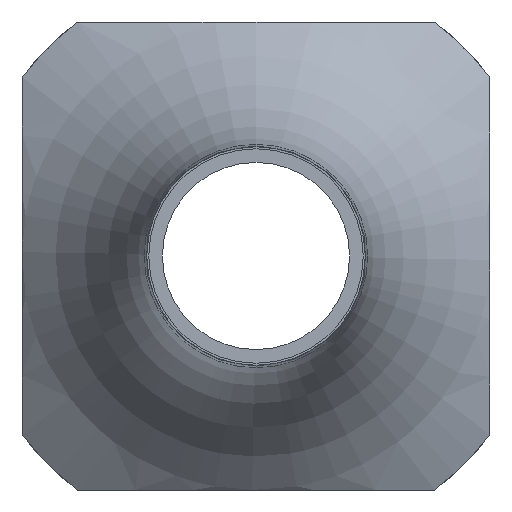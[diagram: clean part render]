
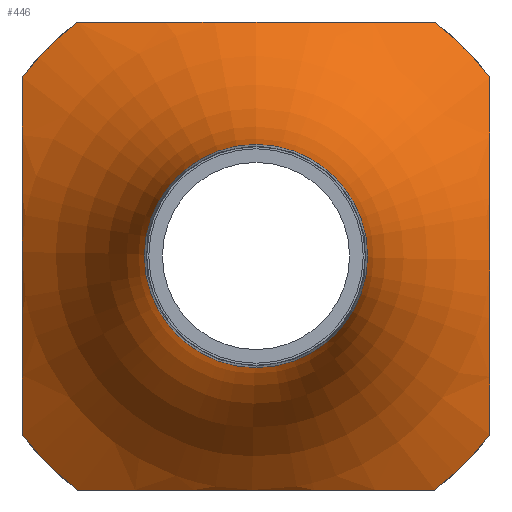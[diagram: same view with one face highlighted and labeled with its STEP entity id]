
A CAD part, left-side view. The second image highlights one B-rep face of the part: STEP entity #446.
In plain terms, the highlighted toroidal (fillet/blend) face has major radius 5.424 mm and minor radius 4 mm.
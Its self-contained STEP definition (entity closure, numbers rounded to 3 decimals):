
#74=CIRCLE('',#501,3.775);
#75=CIRCLE('',#503,3.775);
#76=CIRCLE('',#505,3.775);
#77=CIRCLE('',#507,3.775);
#78=CIRCLE('',#509,1.431);
#139=ORIENTED_EDGE('',*,*,#253,.F.);
#140=ORIENTED_EDGE('',*,*,#254,.F.);
#141=ORIENTED_EDGE('',*,*,#243,.T.);
#142=ORIENTED_EDGE('',*,*,#255,.F.);
#143=ORIENTED_EDGE('',*,*,#249,.T.);
#144=ORIENTED_EDGE('',*,*,#256,.F.);
#145=ORIENTED_EDGE('',*,*,#252,.T.);
#146=ORIENTED_EDGE('',*,*,#257,.F.);
#147=ORIENTED_EDGE('',*,*,#245,.T.);
#243=EDGE_CURVE('',#298,#299,#74,.T.);
#245=EDGE_CURVE('',#301,#300,#75,.T.);
#249=EDGE_CURVE('',#302,#303,#76,.T.);
#252=EDGE_CURVE('',#304,#305,#77,.T.);
#253=EDGE_CURVE('',#306,#306,#78,.T.);
#254=EDGE_CURVE('',#298,#300,#329,.T.);
#255=EDGE_CURVE('',#302,#299,#330,.T.);
#256=EDGE_CURVE('',#304,#303,#331,.T.);
#257=EDGE_CURVE('',#301,#305,#332,.T.);
#298=VERTEX_POINT('',#795);
#299=VERTEX_POINT('',#797);
#300=VERTEX_POINT('',#801);
#301=VERTEX_POINT('',#803);
#302=VERTEX_POINT('',#807);
#303=VERTEX_POINT('',#809);
#304=VERTEX_POINT('',#813);
#305=VERTEX_POINT('',#815);
#306=VERTEX_POINT('',#819);
#329=B_SPLINE_CURVE_WITH_KNOTS('',3,(#820,#821,#822,#823,#824,#825),
 .UNSPECIFIED.,.F.,.F.,(4,1,1,4),(0.042,0.043,
0.044,0.046),.UNSPECIFIED.);
#330=B_SPLINE_CURVE_WITH_KNOTS('',3,(#826,#827,#828,#829,#830,#831),
 .UNSPECIFIED.,.F.,.F.,(4,1,1,4),(0.042,0.043,
0.044,0.046),.UNSPECIFIED.);
#331=B_SPLINE_CURVE_WITH_KNOTS('',3,(#832,#833,#834,#835,#836,#837),
 .UNSPECIFIED.,.F.,.F.,(4,1,1,4),(0.042,0.043,
0.044,0.046),.UNSPECIFIED.);
#332=B_SPLINE_CURVE_WITH_KNOTS('',3,(#838,#839,#840,#841,#842,#843),
 .UNSPECIFIED.,.F.,.F.,(4,1,1,4),(0.042,0.043,
0.044,0.046),.UNSPECIFIED.);
#349=EDGE_LOOP('',(#139));
#350=EDGE_LOOP('',(#140,#141,#142,#143,#144,#145,#146,#147));
#395=FACE_BOUND('',#349,.T.);
#396=FACE_BOUND('',#350,.T.);
#434=TOROIDAL_SURFACE('',#508,5.424,4.);
#446=ADVANCED_FACE('',(#395,#396),#434,.F.);
#501=AXIS2_PLACEMENT_3D('',#798,#590,#591);
#503=AXIS2_PLACEMENT_3D('',#802,#595,#596);
#505=AXIS2_PLACEMENT_3D('',#810,#602,#603);
#507=AXIS2_PLACEMENT_3D('',#816,#608,#609);
#508=AXIS2_PLACEMENT_3D('',#817,#610,#611);
#509=AXIS2_PLACEMENT_3D('',#818,#612,#613);
#590=DIRECTION('',(-1.,0.,0.));
#591=DIRECTION('',(0.,0.,1.));
#595=DIRECTION('',(-1.,0.,0.));
#596=DIRECTION('',(0.,0.,1.));
#602=DIRECTION('',(-1.,0.,0.));
#603=DIRECTION('',(0.,0.,1.));
#608=DIRECTION('',(-1.,0.,0.));
#609=DIRECTION('',(0.,0.,1.));
#610=DIRECTION('',(-1.,0.,0.));
#611=DIRECTION('',(0.,0.,1.));
#612=DIRECTION('',(-1.,0.,0.));
#613=DIRECTION('',(0.,0.,1.));
#795=CARTESIAN_POINT('',(-9.5,-3.,2.291));
#797=CARTESIAN_POINT('',(-9.5,-2.291,3.));
#798=CARTESIAN_POINT('',(-9.5,0.,0.));
#801=CARTESIAN_POINT('',(-9.5,-3.,-2.291));
#802=CARTESIAN_POINT('',(-9.5,0.,0.));
#803=CARTESIAN_POINT('',(-9.5,-2.291,-3.));
#807=CARTESIAN_POINT('',(-9.5,2.291,3.));
#809=CARTESIAN_POINT('',(-9.5,3.,2.291));
#810=CARTESIAN_POINT('',(-9.5,0.,0.));
#813=CARTESIAN_POINT('',(-9.5,3.,-2.291));
#815=CARTESIAN_POINT('',(-9.5,2.291,-3.));
#816=CARTESIAN_POINT('',(-9.5,0.,0.));
#817=CARTESIAN_POINT('',(-13.144,0.,0.));
#818=CARTESIAN_POINT('',(-12.907,0.,0.));
#819=CARTESIAN_POINT('',(-12.907,0.,1.431));
#820=CARTESIAN_POINT('',(-9.5,-3.,2.291));
#821=CARTESIAN_POINT('',(-9.606,-3.,1.907));
#822=CARTESIAN_POINT('',(-9.843,-3.,1.151));
#823=CARTESIAN_POINT('',(-10.085,-3.,-0.469));
#824=CARTESIAN_POINT('',(-9.703,-3.,-1.553));
#825=CARTESIAN_POINT('',(-9.5,-3.,-2.291));
#826=CARTESIAN_POINT('',(-9.5,2.291,3.));
#827=CARTESIAN_POINT('',(-9.606,1.907,3.));
#828=CARTESIAN_POINT('',(-9.843,1.151,3.));
#829=CARTESIAN_POINT('',(-10.085,-0.469,3.));
#830=CARTESIAN_POINT('',(-9.703,-1.553,3.));
#831=CARTESIAN_POINT('',(-9.5,-2.291,3.));
#832=CARTESIAN_POINT('',(-9.5,3.,-2.291));
#833=CARTESIAN_POINT('',(-9.606,3.,-1.907));
#834=CARTESIAN_POINT('',(-9.843,3.,-1.151));
#835=CARTESIAN_POINT('',(-10.085,3.,0.469));
#836=CARTESIAN_POINT('',(-9.703,3.,1.553));
#837=CARTESIAN_POINT('',(-9.5,3.,2.291));
#838=CARTESIAN_POINT('',(-9.5,-2.291,-3.));
#839=CARTESIAN_POINT('',(-9.606,-1.907,-3.));
#840=CARTESIAN_POINT('',(-9.843,-1.151,-3.));
#841=CARTESIAN_POINT('',(-10.085,0.469,-3.));
#842=CARTESIAN_POINT('',(-9.703,1.553,-3.));
#843=CARTESIAN_POINT('',(-9.5,2.291,-3.));
